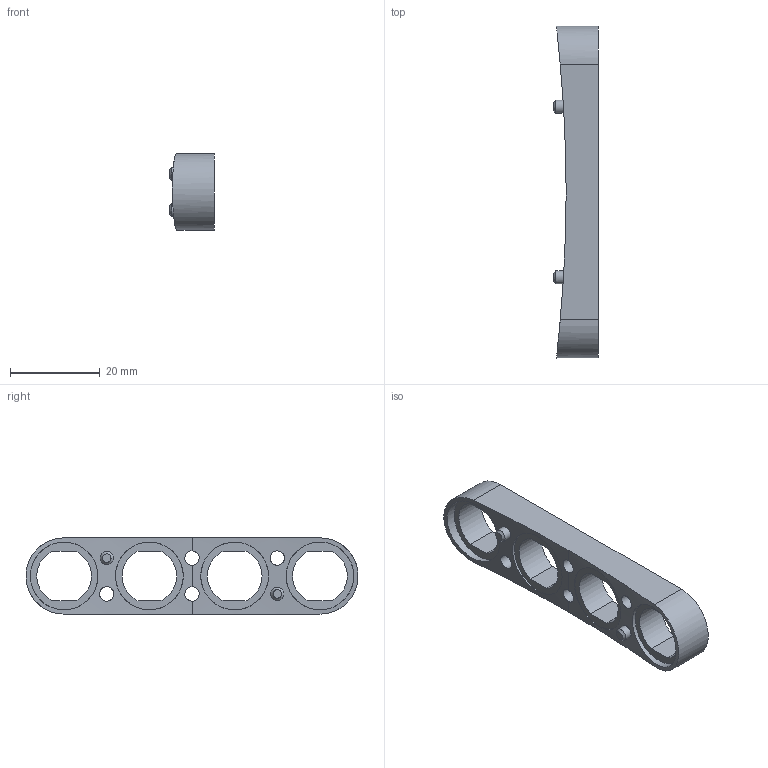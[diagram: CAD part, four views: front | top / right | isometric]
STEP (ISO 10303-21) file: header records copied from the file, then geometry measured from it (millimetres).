
FILE_DESCRIPTION(('FreeCAD Model'),'2;1');
FILE_NAME('Open CASCADE Shape Model','2025-08-07T11:49:27',('Author'),( ''),'Open CASCADE STEP processor 7.8','FreeCAD','Unknown');
FILE_SCHEMA(('AUTOMOTIVE_DESIGN { 1 0 10303 214 1 1 1 1 }'));
Length unit declared in the file: millimetre
Products named in the file (1): Chamfer
Bounding box: 10 x 73.98 x 17 mm (x, y, z)
Volume: 5319.4 mm3; surface area: 4336.4 mm2
Topology: 1 solids, 1 shells, 41 faces, 125 edges, 90 vertices
Faces by surface type: cylinder 20, plane 17, cone 4
Full cylindrical faces by diameter (mm): 2.9 x2, 3.2 x4, 15.1 x4
Entity records: 2988 total; most frequent: CARTESIAN_POINT 1768, DIRECTION 250, ORIENTED_EDGE 250, EDGE_CURVE 125, AXIS2_PLACEMENT_3D 100, VERTEX_POINT 90, FACE_BOUND 61, EDGE_LOOP 61
